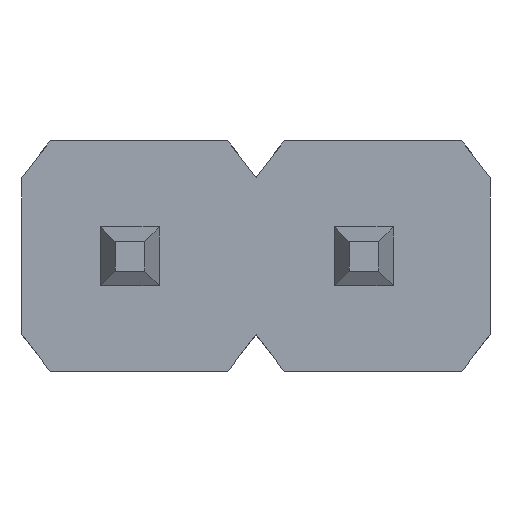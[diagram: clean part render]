
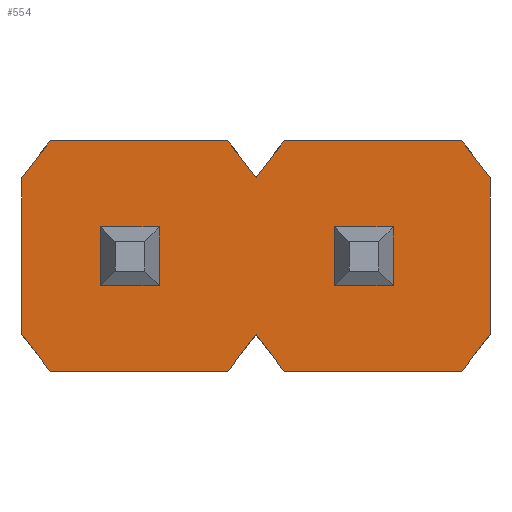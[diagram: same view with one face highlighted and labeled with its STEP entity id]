
A CAD part, front view. The second image highlights one B-rep face of the part: STEP entity #554.
In plain terms, the highlighted planar face has unit normal (0, -1, 0).
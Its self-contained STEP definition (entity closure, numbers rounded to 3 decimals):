
#326=EDGE_CURVE('',#876,#400,#940,.T.);
#342=EDGE_CURVE('',#546,#624,#958,.T.);
#350=EDGE_CURVE('',#528,#858,#967,.T.);
#358=EDGE_CURVE('',#620,#528,#976,.T.);
#362=EDGE_CURVE('',#818,#622,#980,.T.);
#366=VERTEX_POINT('',#984);
#400=VERTEX_POINT('',#1025);
#420=EDGE_CURVE('',#366,#442,#1047,.T.);
#422=EDGE_CURVE('',#564,#764,#1049,.T.);
#424=EDGE_CURVE('',#624,#706,#1051,.T.);
#428=EDGE_CURVE('',#442,#564,#1055,.T.);
#434=VERTEX_POINT('',#1061);
#442=VERTEX_POINT('',#1071);
#454=EDGE_CURVE('',#622,#672,#1083,.T.);
#484=EDGE_CURVE('',#686,#752,#1116,.T.);
#496=EDGE_CURVE('',#572,#652,#1129,.T.);
#528=VERTEX_POINT('',#1164);
#532=EDGE_CURVE('',#552,#876,#1168,.T.);
#546=VERTEX_POINT('',#1182);
#548=EDGE_CURVE('',#400,#620,#1184,.T.);
#552=VERTEX_POINT('',#1188);
#554=ADVANCED_FACE('',(#1190,#1191,#1192),#1193,.T.);
#564=VERTEX_POINT('',#1204);
#572=VERTEX_POINT('',#1213);
#620=VERTEX_POINT('',#1264);
#622=VERTEX_POINT('',#1266);
#624=VERTEX_POINT('',#1268);
#646=EDGE_CURVE('',#764,#366,#1290,.T.);
#652=VERTEX_POINT('',#1297);
#672=VERTEX_POINT('',#1318);
#686=VERTEX_POINT('',#1335);
#706=VERTEX_POINT('',#1357);
#752=VERTEX_POINT('',#1411);
#760=VERTEX_POINT('',#1420);
#764=VERTEX_POINT('',#1424);
#772=EDGE_CURVE('',#672,#552,#1432,.T.);
#806=EDGE_CURVE('',#752,#572,#1471,.T.);
#818=VERTEX_POINT('',#1483);
#820=EDGE_CURVE('',#706,#434,#1485,.T.);
#828=EDGE_CURVE('',#652,#686,#1493,.T.);
#832=EDGE_CURVE('',#858,#760,#1497,.T.);
#842=EDGE_CURVE('',#434,#818,#1509,.T.);
#858=VERTEX_POINT('',#1526);
#876=VERTEX_POINT('',#1547);
#894=EDGE_CURVE('',#760,#546,#1568,.T.);
#940=LINE('',#1608,#1609);
#958=LINE('',#1632,#1633);
#967=LINE('',#1647,#1648);
#976=LINE('',#1660,#1661);
#980=LINE('',#1668,#1669);
#984=CARTESIAN_POINT('',(-0.95,-2.54,0.32));
#1025=CARTESIAN_POINT('',(0.1,-2.54,0.851));
#1047=LINE('',#1761,#1762);
#1049=LINE('',#1765,#1766);
#1051=LINE('',#1769,#1770);
#1055=LINE('',#1775,#1776);
#1061=CARTESIAN_POINT('',(-0.205,-2.54,-1.246));
#1071=CARTESIAN_POINT('',(-0.95,-2.54,-0.32));
#1083=LINE('',#1817,#1818);
#1116=LINE('',#1870,#1871);
#1129=LINE('',#1889,#1890);
#1164=CARTESIAN_POINT('',(2.335,-2.54,1.253));
#1168=LINE('',#1944,#1945);
#1182=CARTESIAN_POINT('',(2.335,-2.54,-1.246));
#1184=LINE('',#1968,#1969);
#1188=CARTESIAN_POINT('',(-2.135,-2.54,1.253));
#1190=FACE_BOUND('',#1977,.T.);
#1191=FACE_BOUND('',#1978,.T.);
#1192=FACE_OUTER_BOUND('',#1979,.T.);
#1193=PLANE('',#1980);
#1204=CARTESIAN_POINT('',(-1.59,-2.54,-0.32));
#1213=CARTESIAN_POINT('',(1.59,-2.54,-0.32));
#1264=CARTESIAN_POINT('',(0.405,-2.54,1.253));
#1266=CARTESIAN_POINT('',(-2.44,-2.54,-0.851));
#1268=CARTESIAN_POINT('',(0.405,-2.54,-1.246));
#1290=LINE('',#2116,#2117);
#1297=CARTESIAN_POINT('',(0.95,-2.54,-0.32));
#1318=CARTESIAN_POINT('',(-2.44,-2.54,0.851));
#1335=CARTESIAN_POINT('',(0.95,-2.54,0.32));
#1357=CARTESIAN_POINT('',(0.1,-2.54,-0.851));
#1411=CARTESIAN_POINT('',(1.59,-2.54,0.32));
#1420=CARTESIAN_POINT('',(2.64,-2.54,-0.851));
#1424=CARTESIAN_POINT('',(-1.59,-2.54,0.32));
#1432=LINE('',#2312,#2313);
#1471=LINE('',#2369,#2370);
#1483=CARTESIAN_POINT('',(-2.135,-2.54,-1.246));
#1485=LINE('',#2391,#2392);
#1493=LINE('',#2407,#2408);
#1497=LINE('',#2415,#2416);
#1509=LINE('',#2433,#2434);
#1526=CARTESIAN_POINT('',(2.64,-2.54,0.851));
#1547=CARTESIAN_POINT('',(-0.205,-2.54,1.253));
#1568=LINE('',#2516,#2517);
#1608=CARTESIAN_POINT('',(-0.205,-2.54,1.253));
#1609=VECTOR('',#2562,1.0);
#1632=CARTESIAN_POINT('',(2.335,-2.54,-1.246));
#1633=VECTOR('',#2581,1.0);
#1647=CARTESIAN_POINT('',(2.335,-2.54,1.253));
#1648=VECTOR('',#2592,1.0);
#1660=CARTESIAN_POINT('',(0.405,-2.54,1.253));
#1661=VECTOR('',#2602,1.0);
#1668=CARTESIAN_POINT('',(-2.135,-2.54,-1.246));
#1669=VECTOR('',#2604,1.0);
#1761=CARTESIAN_POINT('',(-0.95,-2.54,0.252));
#1762=VECTOR('',#2691,1.0);
#1765=CARTESIAN_POINT('',(-1.59,-2.54,0.252));
#1766=VECTOR('',#2692,1.0);
#1769=CARTESIAN_POINT('',(0.405,-2.54,-1.246));
#1770=VECTOR('',#2693,1.0);
#1775=CARTESIAN_POINT('',(-1.47,-2.54,-0.32));
#1776=VECTOR('',#2694,1.0);
#1817=CARTESIAN_POINT('',(-2.44,-2.54,0.851));
#1818=VECTOR('',#2717,1.0);
#1870=CARTESIAN_POINT('',(-0.2,-2.54,0.32));
#1871=VECTOR('',#2751,1.0);
#1889=CARTESIAN_POINT('',(-0.2,-2.54,-0.32));
#1890=VECTOR('',#2762,1.0);
#1944=CARTESIAN_POINT('',(-2.135,-2.54,1.253));
#1945=VECTOR('',#2794,1.0);
#1968=CARTESIAN_POINT('',(0.405,-2.54,1.253));
#1969=VECTOR('',#2798,1.0);
#1977=EDGE_LOOP('',(#2801,#2802,#2803,#2804));
#1978=EDGE_LOOP('',(#2805,#2806,#2807,#2808));
#1979=EDGE_LOOP('',(#2809,#2810,#2811,#2812,#2813,#2814,#2815,#2816,#2817,#2818,#2819,#2820,#2821,#2822));
#1980=AXIS2_PLACEMENT_3D('',#2823,#2824,#2825);
#2116=CARTESIAN_POINT('',(-1.47,-2.54,0.32));
#2117=VECTOR('',#2885,1.0);
#2312=CARTESIAN_POINT('',(-2.135,-2.54,1.253));
#2313=VECTOR('',#3048,1.0);
#2369=CARTESIAN_POINT('',(1.59,-2.54,0.252));
#2370=VECTOR('',#3103,1.0);
#2391=CARTESIAN_POINT('',(0.1,-2.54,-0.851));
#2392=VECTOR('',#3107,1.0);
#2407=CARTESIAN_POINT('',(0.95,-2.54,0.252));
#2408=VECTOR('',#3111,1.0);
#2415=CARTESIAN_POINT('',(2.64,-2.54,0.851));
#2416=VECTOR('',#3113,1.0);
#2433=CARTESIAN_POINT('',(-0.205,-2.54,-1.246));
#2434=VECTOR('',#3132,1.0);
#2516=CARTESIAN_POINT('',(2.64,-2.54,-0.851));
#2517=VECTOR('',#3200,1.0);
#2562=DIRECTION('',(0.604,0.,-0.797));
#2581=DIRECTION('',(-1.0,0.0,0.0));
#2592=DIRECTION('',(0.604,0.,-0.797));
#2602=DIRECTION('',(1.0,0.0,0.0));
#2604=DIRECTION('',(-0.611,0.,0.792));
#2691=DIRECTION('',(0.,0.,-1.0));
#2692=DIRECTION('',(0.,0.,1.0));
#2693=DIRECTION('',(-0.611,0.,0.792));
#2694=DIRECTION('',(-1.0,0.,0.));
#2717=DIRECTION('',(0.0,0.,1.0));
#2751=DIRECTION('',(1.0,0.,0.));
#2762=DIRECTION('',(-1.0,0.,0.));
#2794=DIRECTION('',(1.0,0.0,0.0));
#2798=DIRECTION('',(0.604,0.,0.797));
#2801=ORIENTED_EDGE('',*,*,#484,.T.);
#2802=ORIENTED_EDGE('',*,*,#806,.T.);
#2803=ORIENTED_EDGE('',*,*,#496,.T.);
#2804=ORIENTED_EDGE('',*,*,#828,.T.);
#2805=ORIENTED_EDGE('',*,*,#646,.T.);
#2806=ORIENTED_EDGE('',*,*,#420,.T.);
#2807=ORIENTED_EDGE('',*,*,#428,.T.);
#2808=ORIENTED_EDGE('',*,*,#422,.T.);
#2809=ORIENTED_EDGE('',*,*,#326,.F.);
#2810=ORIENTED_EDGE('',*,*,#532,.F.);
#2811=ORIENTED_EDGE('',*,*,#772,.F.);
#2812=ORIENTED_EDGE('',*,*,#454,.F.);
#2813=ORIENTED_EDGE('',*,*,#362,.F.);
#2814=ORIENTED_EDGE('',*,*,#842,.F.);
#2815=ORIENTED_EDGE('',*,*,#820,.F.);
#2816=ORIENTED_EDGE('',*,*,#424,.F.);
#2817=ORIENTED_EDGE('',*,*,#342,.F.);
#2818=ORIENTED_EDGE('',*,*,#894,.F.);
#2819=ORIENTED_EDGE('',*,*,#832,.F.);
#2820=ORIENTED_EDGE('',*,*,#350,.F.);
#2821=ORIENTED_EDGE('',*,*,#358,.F.);
#2822=ORIENTED_EDGE('',*,*,#548,.F.);
#2823=CARTESIAN_POINT('',(-1.17,-2.54,0.003));
#2824=DIRECTION('',(0.0,-1.0,0.));
#2825=DIRECTION('',(1.0,0.0,0.0));
#2885=DIRECTION('',(1.0,0.,0.));
#3048=DIRECTION('',(0.604,0.,0.797));
#3103=DIRECTION('',(0.,0.,-1.0));
#3107=DIRECTION('',(-0.611,0.,-0.792));
#3111=DIRECTION('',(0.,0.,1.0));
#3113=DIRECTION('',(0.0,0.,-1.0));
#3132=DIRECTION('',(-1.0,0.0,0.0));
#3200=DIRECTION('',(-0.611,0.,-0.792));
